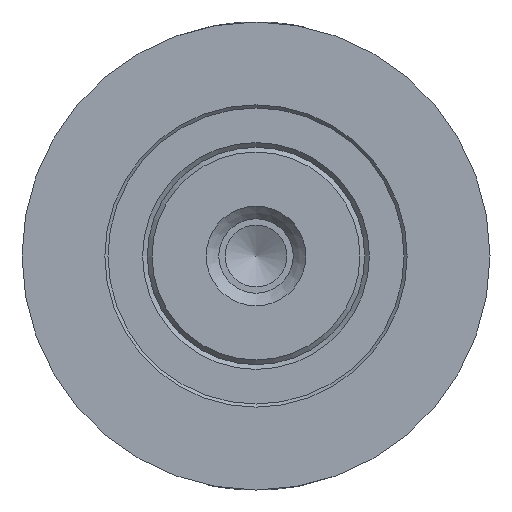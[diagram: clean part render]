
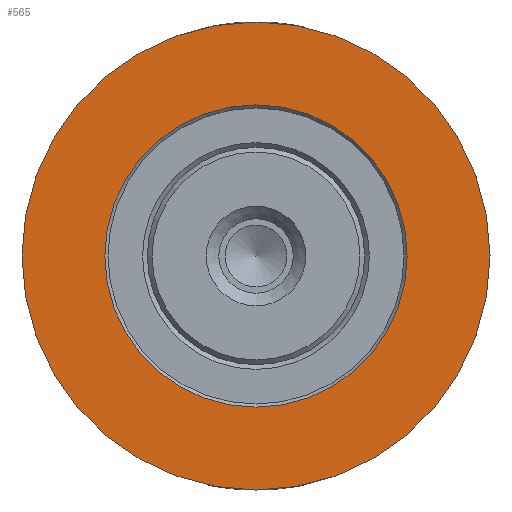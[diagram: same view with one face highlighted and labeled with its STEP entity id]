
A CAD part, front view. The second image highlights one B-rep face of the part: STEP entity #565.
In plain terms, the highlighted planar face has unit normal (0, -1, 0).
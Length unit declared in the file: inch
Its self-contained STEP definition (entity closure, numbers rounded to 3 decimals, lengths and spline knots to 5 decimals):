
#14=PLANE('',#632);
#24=FACE_BOUND('',#130,.T.);
#60=CIRCLE('',#626,0.48);
#61=CIRCLE('',#630,0.743);
#94=FACE_OUTER_BOUND('',#129,.T.);
#129=EDGE_LOOP('',(#464));
#130=EDGE_LOOP('',(#465));
#268=VERTEX_POINT('',#2741);
#273=VERTEX_POINT('',#2869);
#330=EDGE_CURVE('',#268,#268,#60,.T.);
#341=EDGE_CURVE('',#273,#273,#61,.T.);
#464=ORIENTED_EDGE('',*,*,#341,.F.);
#465=ORIENTED_EDGE('',*,*,#330,.T.);
#565=ADVANCED_FACE('',(#94,#24),#14,.F.);
#626=AXIS2_PLACEMENT_3D('',#2743,#734,#735);
#630=AXIS2_PLACEMENT_3D('',#2870,#744,#745);
#632=AXIS2_PLACEMENT_3D('',#2970,#751,#752);
#734=DIRECTION('center_axis',(0.,1.,0.));
#735=DIRECTION('ref_axis',(0.,0.,1.));
#744=DIRECTION('center_axis',(0.,1.,0.));
#745=DIRECTION('ref_axis',(0.,0.,1.));
#751=DIRECTION('center_axis',(0.,1.,0.));
#752=DIRECTION('ref_axis',(0.,0.,1.));
#2741=CARTESIAN_POINT('',(0.,-6.88976,0.48));
#2743=CARTESIAN_POINT('Origin',(0.,-6.88976,0.));
#2869=CARTESIAN_POINT('',(0.,-6.88976,0.743));
#2870=CARTESIAN_POINT('Origin',(0.,-6.88976,0.));
#2970=CARTESIAN_POINT('Origin',(0.,-6.88976,0.));
